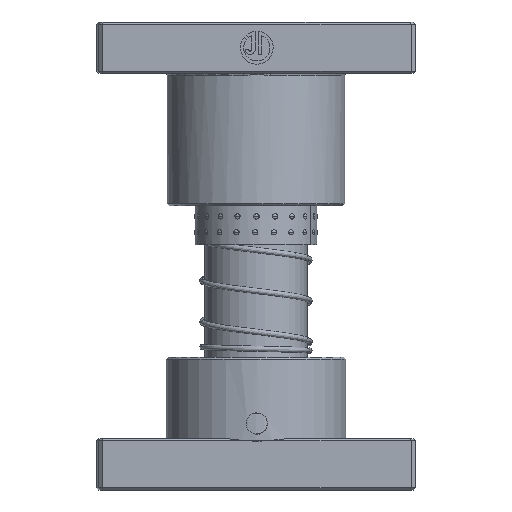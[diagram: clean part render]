
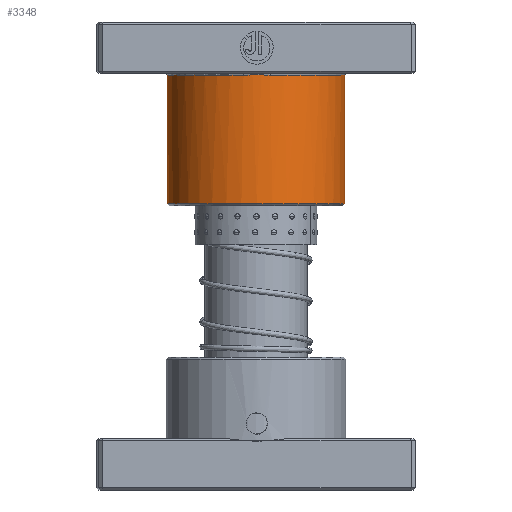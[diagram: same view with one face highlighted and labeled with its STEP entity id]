
A CAD part, front view. The second image highlights one B-rep face of the part: STEP entity #3348.
In plain terms, the highlighted cylindrical face has radius 43.5 mm (diameter 87 mm), a partial arc.
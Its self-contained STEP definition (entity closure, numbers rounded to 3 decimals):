
#2225 = DIRECTION ( 'NONE',  ( 0., 0., -1. ) ) ;
#2810 = DIRECTION ( 'NONE',  ( 0., 0., -1. ) ) ;
#3348 = ADVANCED_FACE ( 'NONE', ( #40641 ), #14806, .T. ) ;
#3524 = CARTESIAN_POINT ( 'NONE',  ( -43.5, 0., 26. ) ) ;
#3937 = CARTESIAN_POINT ( 'NONE',  ( 43.5, 0., 26. ) ) ;
#4341 = EDGE_CURVE ( 'NONE', #24185, #54817, #31252, .T. ) ;
#4830 = CARTESIAN_POINT ( 'NONE',  ( -2.161, 43.46, 25.893 ) ) ;
#5365 = VECTOR ( 'NONE', #42532, 1000. ) ;
#6860 = EDGE_CURVE ( 'NONE', #61459, #17805, #47673, .T. ) ;
#7094 = CARTESIAN_POINT ( 'NONE',  ( 0., 0., 26. ) ) ;
#8814 = AXIS2_PLACEMENT_3D ( 'NONE', #7094, #40998, #11940 ) ;
#9692 = CARTESIAN_POINT ( 'NONE',  ( -5.423, 43.174, 26. ) ) ;
#11940 = DIRECTION ( 'NONE',  ( 1., 0., 0. ) ) ;
#13253 = ORIENTED_EDGE ( 'NONE', *, *, #20333, .T. ) ;
#13272 = DIRECTION ( 'NONE',  ( 0., 0., 1. ) ) ;
#14806 = CYLINDRICAL_SURFACE ( 'NONE', #23775, 43.5 ) ;
#15872 = EDGE_CURVE ( 'NONE', #17805, #59829, #36027, .T. ) ;
#16749 = CARTESIAN_POINT ( 'NONE',  ( 0., 0., 90. ) ) ;
#17805 = VERTEX_POINT ( 'NONE', #38759 ) ;
#20333 = EDGE_CURVE ( 'NONE', #44779, #24185, #33250, .T. ) ;
#23473 = ORIENTED_EDGE ( 'NONE', *, *, #40020, .T. ) ;
#23775 = AXIS2_PLACEMENT_3D ( 'NONE', #16749, #50628, #55302 ) ;
#24185 = VERTEX_POINT ( 'NONE', #38385 ) ;
#29077 = CARTESIAN_POINT ( 'NONE',  ( 2.18, 43.459, 25.893 ) ) ;
#29611 = EDGE_CURVE ( 'NONE', #44779, #59829, #47982, .T. ) ;
#30284 = CARTESIAN_POINT ( 'NONE',  ( 6.503, 43.011, 26. ) ) ;
#31252 = LINE ( 'NONE', #33022, #5365 ) ;
#31923 = CARTESIAN_POINT ( 'NONE',  ( 0., 0., 89. ) ) ;
#33022 = CARTESIAN_POINT ( 'NONE',  ( 43.5, 0., 90. ) ) ;
#33250 = CIRCLE ( 'NONE', #41857, 43.5 ) ;
#33830 = ORIENTED_EDGE ( 'NONE', *, *, #4341, .T. ) ;
#33936 = CARTESIAN_POINT ( 'NONE',  ( -1.074, 43.5, 25.866 ) ) ;
#34914 = ORIENTED_EDGE ( 'NONE', *, *, #15872, .T. ) ;
#36027 = CIRCLE ( 'NONE', #8814, 43.5 ) ;
#36192 = CARTESIAN_POINT ( 'NONE',  ( -43.5, 0., 90. ) ) ;
#36573 = ORIENTED_EDGE ( 'NONE', *, *, #6860, .T. ) ;
#36736 = AXIS2_PLACEMENT_3D ( 'NONE', #42339, #13272, #47191 ) ;
#36785 = DIRECTION ( 'NONE',  ( 1., 0., 0. ) ) ;
#36865 = EDGE_LOOP ( 'NONE', ( #13253, #33830, #23473, #36573, #34914, #57718 ) ) ;
#38385 = CARTESIAN_POINT ( 'NONE',  ( 43.5, 0., 89. ) ) ;
#38580 = CARTESIAN_POINT ( 'NONE',  ( 5.424, 43.174, 26. ) ) ;
#38759 = CARTESIAN_POINT ( 'NONE',  ( -6.503, 43.011, 26. ) ) ;
#38797 = CARTESIAN_POINT ( 'NONE',  ( -4.338, 43.297, 25.961 ) ) ;
#40020 = EDGE_CURVE ( 'NONE', #54817, #61459, #59179, .T. ) ;
#40641 = FACE_OUTER_BOUND ( 'NONE', #36865, .T. ) ;
#40998 = DIRECTION ( 'NONE',  ( 0., 0., 1. ) ) ;
#41857 = AXIS2_PLACEMENT_3D ( 'NONE', #31923, #2810, #36785 ) ;
#42339 = CARTESIAN_POINT ( 'NONE',  ( 0., 0., 26. ) ) ;
#42532 = DIRECTION ( 'NONE',  ( 0., 0., -1. ) ) ;
#43444 = CARTESIAN_POINT ( 'NONE',  ( 4.343, 43.296, 25.961 ) ) ;
#43650 = CARTESIAN_POINT ( 'NONE',  ( -6.503, 43.011, 26. ) ) ;
#44779 = VERTEX_POINT ( 'NONE', #59674 ) ;
#47191 = DIRECTION ( 'NONE',  ( 1., 0., 0. ) ) ;
#47673 = B_SPLINE_CURVE_WITH_KNOTS ( 'NONE', 3,
 ( #58036, #38580, #43444, #29077, #62874, #33936, #4830, #38797, #9692, #43650 ),
 .UNSPECIFIED., .F., .F.,
 ( 4, 2, 2, 2, 4 ),
 ( 0., 0.003, 0.007, 0.01, 0.013 ),
 .UNSPECIFIED. ) ;
#47982 = LINE ( 'NONE', #36192, #60867 ) ;
#50628 = DIRECTION ( 'NONE',  ( 0., 0., -1. ) ) ;
#54817 = VERTEX_POINT ( 'NONE', #3937 ) ;
#55302 = DIRECTION ( 'NONE',  ( -1., 0., 0. ) ) ;
#57718 = ORIENTED_EDGE ( 'NONE', *, *, #29611, .F. ) ;
#58036 = CARTESIAN_POINT ( 'NONE',  ( 6.503, 43.011, 26. ) ) ;
#59179 = CIRCLE ( 'NONE', #36736, 43.5 ) ;
#59674 = CARTESIAN_POINT ( 'NONE',  ( -43.5, 0., 89. ) ) ;
#59829 = VERTEX_POINT ( 'NONE', #3524 ) ;
#60867 = VECTOR ( 'NONE', #2225, 1000. ) ;
#61459 = VERTEX_POINT ( 'NONE', #30284 ) ;
#62874 = CARTESIAN_POINT ( 'NONE',  ( 1.096, 43.5, 25.866 ) ) ;
